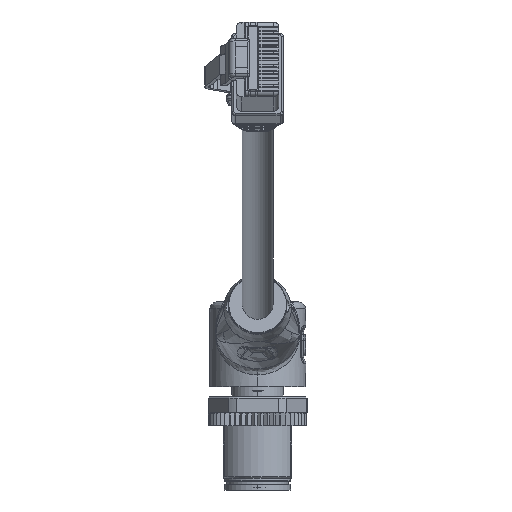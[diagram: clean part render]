
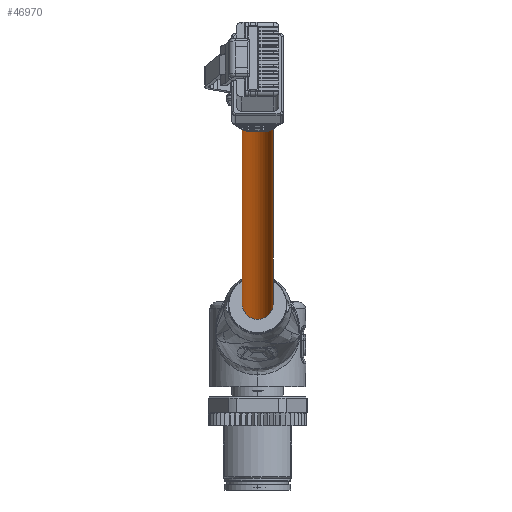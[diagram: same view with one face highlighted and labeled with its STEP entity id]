
A CAD part, front view. The second image highlights one B-rep face of the part: STEP entity #46970.
In plain terms, the highlighted cylindrical face has radius 2.4 mm (diameter 4.8 mm), a partial arc.
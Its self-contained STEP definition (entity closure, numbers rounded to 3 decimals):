
#25053=CARTESIAN_POINT('',(0.,-205.852,46.69));
#25054=DIRECTION('',(0.,-0.985,0.174));
#25055=DIRECTION('',(-1.,0.,0.));
#25056=AXIS2_PLACEMENT_3D('',#25053,#25054,#25055);
#25058=DIRECTION('',(0.,0.985,-0.174));
#25059=VECTOR('',#25058,180.027);
#25060=CARTESIAN_POINT('',(2.4,-205.852,46.69));
#25061=LINE('',#25060,#25059);
#25062=CARTESIAN_POINT('',(0.,-28.559,15.428));
#25063=DIRECTION('',(0.,-0.985,0.174));
#25064=DIRECTION('',(-1.,0.,0.));
#25065=AXIS2_PLACEMENT_3D('',#25062,#25063,#25064);
#25072=DIRECTION('',(0.,0.985,-0.174));
#25073=VECTOR('',#25072,180.027);
#25074=CARTESIAN_POINT('',(-2.4,-205.852,46.69));
#25075=LINE('',#25074,#25073);
#34399=CARTESIAN_POINT('',(-2.4,-28.559,15.428));
#34400=CARTESIAN_POINT('',(2.4,-28.559,15.428));
#34401=VERTEX_POINT('',#34399);
#34402=VERTEX_POINT('',#34400);
#35658=CARTESIAN_POINT('',(-2.4,-205.852,46.69));
#35659=CARTESIAN_POINT('',(2.4,-205.852,46.69));
#35660=VERTEX_POINT('',#35658);
#35661=VERTEX_POINT('',#35659);
#46956=CARTESIAN_POINT('',(0.,-8.89,11.96));
#46957=DIRECTION('',(0.,-0.985,0.174));
#46958=DIRECTION('',(-1.,0.,0.));
#46959=AXIS2_PLACEMENT_3D('',#46956,#46957,#46958);
#46960=CYLINDRICAL_SURFACE('',#46959,2.4);
#46961=ORIENTED_EDGE('',*,*,#43497,.T.);
#46963=ORIENTED_EDGE('',*,*,#46962,.T.);
#46965=ORIENTED_EDGE('',*,*,#46964,.F.);
#46967=ORIENTED_EDGE('',*,*,#46966,.F.);
#46968=EDGE_LOOP('',(#46961,#46963,#46965,#46967));
#46969=FACE_OUTER_BOUND('',#46968,.F.);
#46970=ADVANCED_FACE('',(#46969),#46960,.T.);
#25057=CIRCLE('',#25056,2.4);
#25066=CIRCLE('',#25065,2.4);
#43497=EDGE_CURVE('',#35660,#35661,#25057,.T.);
#46962=EDGE_CURVE('',#35661,#34402,#25061,.T.);
#46964=EDGE_CURVE('',#34401,#34402,#25066,.T.);
#46966=EDGE_CURVE('',#35660,#34401,#25075,.T.);
